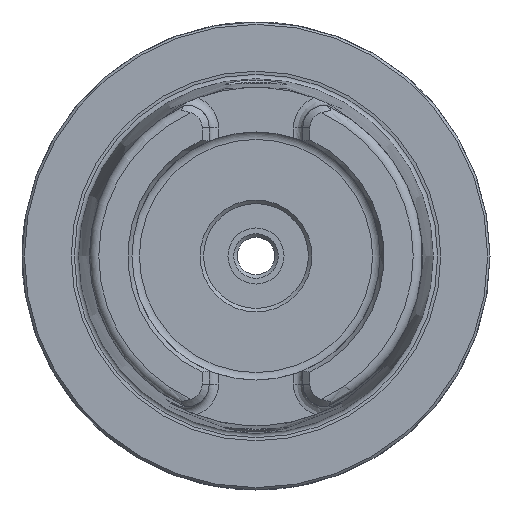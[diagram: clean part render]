
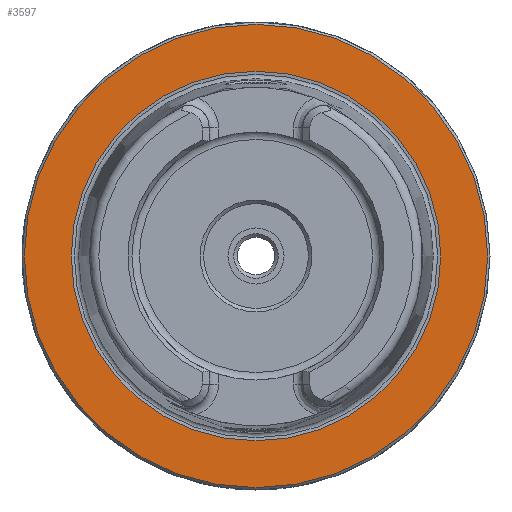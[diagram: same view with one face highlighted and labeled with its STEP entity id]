
A CAD part, left-side view. The second image highlights one B-rep face of the part: STEP entity #3597.
In plain terms, the highlighted planar face has unit normal (-1, 0, 0).
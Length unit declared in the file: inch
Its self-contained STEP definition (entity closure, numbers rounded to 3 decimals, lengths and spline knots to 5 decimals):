
#3563=CARTESIAN_POINT('',(0.0,49.5,0.));
#3564=VERTEX_POINT('',#3563);
#3565=CARTESIAN_POINT('',(0.0,0.0,0.0));
#3566=DIRECTION('',(1.0,0.0,0.0));
#3567=DIRECTION('',(0.0,-1.0,0.0));
#3568=AXIS2_PLACEMENT_3D('',#3565,#3566,#3567);
#3569=CIRCLE('',#3568,49.5);
#3570=EDGE_CURVE('',#3564,#3564,#3569,.T.);
#3578=CARTESIAN_POINT('',(0.0,25.0,0.0));
#3579=DIRECTION('',(-1.0,0.0,0.0));
#3580=DIRECTION('',(0.0,0.0,1.0));
#3581=AXIS2_PLACEMENT_3D('',#3578,#3579,#3580);
#3582=PLANE('',#3581);
#3583=ORIENTED_EDGE('',*,*,#3570,.F.);
#3584=EDGE_LOOP('',(#3583));
#3585=FACE_OUTER_BOUND('',#3584,.T.);
#3586=CARTESIAN_POINT('',(0.0,39.48224,0.0));
#3587=VERTEX_POINT('',#3586);
#3588=CARTESIAN_POINT('',(0.0,0.0,0.0));
#3589=DIRECTION('',(1.0,0.0,0.0));
#3590=DIRECTION('',(0.0,1.0,0.0));
#3591=AXIS2_PLACEMENT_3D('',#3588,#3589,#3590);
#3592=CIRCLE('',#3591,39.48224);
#3593=EDGE_CURVE('',#3587,#3587,#3592,.T.);
#3594=ORIENTED_EDGE('',*,*,#3593,.T.);
#3595=EDGE_LOOP('',(#3594));
#3596=FACE_BOUND('',#3595,.T.);
#3597=ADVANCED_FACE('',(#3585,#3596),#3582,.T.);
